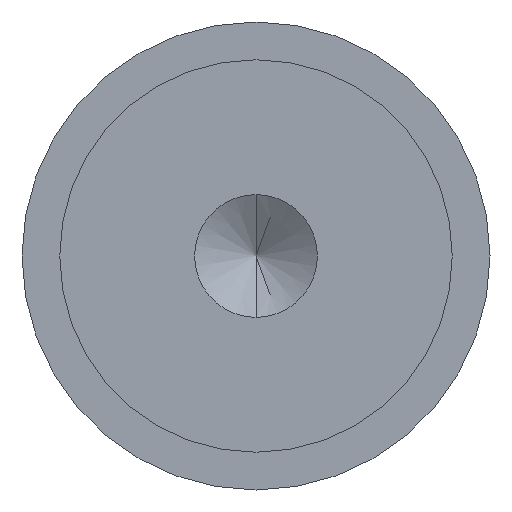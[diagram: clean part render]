
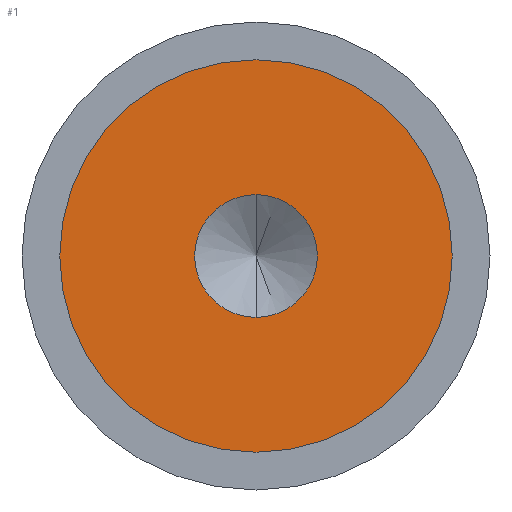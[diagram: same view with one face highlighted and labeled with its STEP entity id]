
A CAD part, left-side view. The second image highlights one B-rep face of the part: STEP entity #1.
In plain terms, the highlighted planar face has unit normal (-1, 0, 0).
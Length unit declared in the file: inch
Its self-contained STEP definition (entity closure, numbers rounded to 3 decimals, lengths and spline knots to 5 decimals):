
#1 = ADVANCED_FACE ( 'NONE', ( #86, #285 ), #599, .T. ) ;
#8 = EDGE_CURVE ( 'NONE', #489, #526, #279, .T. ) ;
#20 = EDGE_LOOP ( 'NONE', ( #446, #413 ) ) ;
#34 = VERTEX_POINT ( 'NONE', #188 ) ;
#37 = CARTESIAN_POINT ( 'NONE',  ( -0.079, 0., 0. ) ) ;
#39 = AXIS2_PLACEMENT_3D ( 'NONE', #412, #525, #622 ) ;
#58 = DIRECTION ( 'NONE',  ( -1., 0., 0. ) ) ;
#86 = FACE_BOUND ( 'NONE', #20, .T. ) ;
#93 = CARTESIAN_POINT ( 'NONE',  ( -0.079, 0., 0. ) ) ;
#106 = EDGE_CURVE ( 'NONE', #526, #489, #198, .T. ) ;
#110 = CIRCLE ( 'NONE', #39, 0.09843 ) ;
#140 = AXIS2_PLACEMENT_3D ( 'NONE', #256, #58, #455 ) ;
#146 = DIRECTION ( 'NONE',  ( 0., -1., 0. ) ) ;
#163 = CARTESIAN_POINT ( 'NONE',  ( -0.079, 0., 0. ) ) ;
#166 = DIRECTION ( 'NONE',  ( 0., -1., 0. ) ) ;
#188 = CARTESIAN_POINT ( 'NONE',  ( -0.079, 0., -0.09843 ) ) ;
#192 = ORIENTED_EDGE ( 'NONE', *, *, #106, .T. ) ;
#198 = CIRCLE ( 'NONE', #567, 0.3145 ) ;
#216 = AXIS2_PLACEMENT_3D ( 'NONE', #93, #500, #146 ) ;
#225 = EDGE_CURVE ( 'NONE', #227, #34, #110, .T. ) ;
#227 = VERTEX_POINT ( 'NONE', #281 ) ;
#251 = DIRECTION ( 'NONE',  ( 0., -1., 0. ) ) ;
#256 = CARTESIAN_POINT ( 'NONE',  ( -0.079, 0., 0. ) ) ;
#279 = CIRCLE ( 'NONE', #216, 0.3145 ) ;
#281 = CARTESIAN_POINT ( 'NONE',  ( -0.079, 0., 0.09843 ) ) ;
#285 = FACE_OUTER_BOUND ( 'NONE', #374, .T. ) ;
#300 = ORIENTED_EDGE ( 'NONE', *, *, #8, .T. ) ;
#374 = EDGE_LOOP ( 'NONE', ( #300, #192 ) ) ;
#412 = CARTESIAN_POINT ( 'NONE',  ( -0.079, 0., 0. ) ) ;
#413 = ORIENTED_EDGE ( 'NONE', *, *, #539, .F. ) ;
#414 = CIRCLE ( 'NONE', #140, 0.09843 ) ;
#446 = ORIENTED_EDGE ( 'NONE', *, *, #225, .F. ) ;
#455 = DIRECTION ( 'NONE',  ( 0., 0., 1. ) ) ;
#489 = VERTEX_POINT ( 'NONE', #563 ) ;
#500 = DIRECTION ( 'NONE',  ( -1., 0., 0. ) ) ;
#503 = DIRECTION ( 'NONE',  ( -1., 0., 0. ) ) ;
#525 = DIRECTION ( 'NONE',  ( -1., 0., 0. ) ) ;
#526 = VERTEX_POINT ( 'NONE', #559 ) ;
#539 = EDGE_CURVE ( 'NONE', #34, #227, #414, .T. ) ;
#559 = CARTESIAN_POINT ( 'NONE',  ( -0.079, -0.3145, 0. ) ) ;
#563 = CARTESIAN_POINT ( 'NONE',  ( -0.079, 0.3145, 0. ) ) ;
#564 = DIRECTION ( 'NONE',  ( -1., 0., 0. ) ) ;
#567 = AXIS2_PLACEMENT_3D ( 'NONE', #163, #564, #166 ) ;
#599 = PLANE ( 'NONE',  #644 ) ;
#622 = DIRECTION ( 'NONE',  ( 0., 0., 1. ) ) ;
#644 = AXIS2_PLACEMENT_3D ( 'NONE', #37, #503, #251 ) ;
